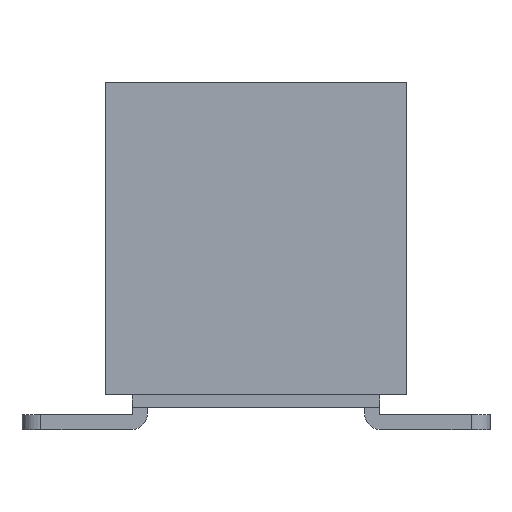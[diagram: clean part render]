
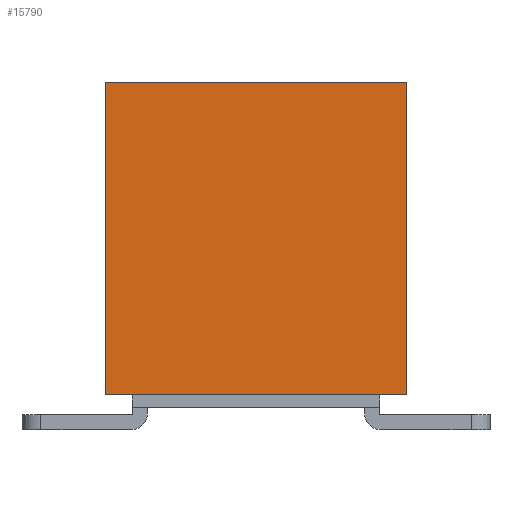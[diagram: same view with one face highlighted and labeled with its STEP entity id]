
A CAD part, front view. The second image highlights one B-rep face of the part: STEP entity #15790.
In plain terms, the highlighted face is planar.
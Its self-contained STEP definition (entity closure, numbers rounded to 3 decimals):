
#2056=LINE('',#26868,#3780);
#2060=LINE('',#26877,#3784);
#2066=LINE('',#26889,#3790);
#2067=LINE('',#26890,#3791);
#3780=VECTOR('',#21454,1000.);
#3784=VECTOR('',#21460,1000.);
#3790=VECTOR('',#21470,1000.);
#3791=VECTOR('',#21471,1000.);
#8169=ORIENTED_EDGE('',*,*,#10662,.F.);
#8170=ORIENTED_EDGE('',*,*,#10672,.F.);
#8171=ORIENTED_EDGE('',*,*,#10666,.T.);
#8172=ORIENTED_EDGE('',*,*,#10673,.T.);
#10662=EDGE_CURVE('',#12172,#12173,#2056,.T.);
#10666=EDGE_CURVE('',#12176,#12177,#2060,.T.);
#10672=EDGE_CURVE('',#12176,#12172,#2066,.T.);
#10673=EDGE_CURVE('',#12177,#12173,#2067,.T.);
#12172=VERTEX_POINT('',#26869);
#12173=VERTEX_POINT('',#26870);
#12176=VERTEX_POINT('',#26878);
#12177=VERTEX_POINT('',#26879);
#13475=EDGE_LOOP('',(#8169,#8170,#8171,#8172));
#14347=FACE_BOUND('',#13475,.T.);
#14939=PLANE('',#17207);
#15790=ADVANCED_FACE('',(#14347),#14939,.T.);
#17207=AXIS2_PLACEMENT_3D('',#26888,#21468,#21469);
#21454=DIRECTION('',(0.,0.,1.));
#21460=DIRECTION('',(0.,0.,1.));
#21468=DIRECTION('',(-1.,0.,0.));
#21469=DIRECTION('',(0.,0.,1.));
#21470=DIRECTION('',(0.,1.,0.));
#21471=DIRECTION('',(0.,1.,0.));
#26868=CARTESIAN_POINT('',(-5.25,2.,-2.07));
#26869=CARTESIAN_POINT('',(-5.25,2.,-2.07));
#26870=CARTESIAN_POINT('',(-5.25,2.,2.07));
#26877=CARTESIAN_POINT('',(-5.25,-2.,-2.07));
#26878=CARTESIAN_POINT('',(-5.25,-2.,-2.07));
#26879=CARTESIAN_POINT('',(-5.25,-2.,2.07));
#26888=CARTESIAN_POINT('',(-5.25,-2.,-2.07));
#26889=CARTESIAN_POINT('',(-5.25,-2.,-2.07));
#26890=CARTESIAN_POINT('',(-5.25,-2.,2.07));
